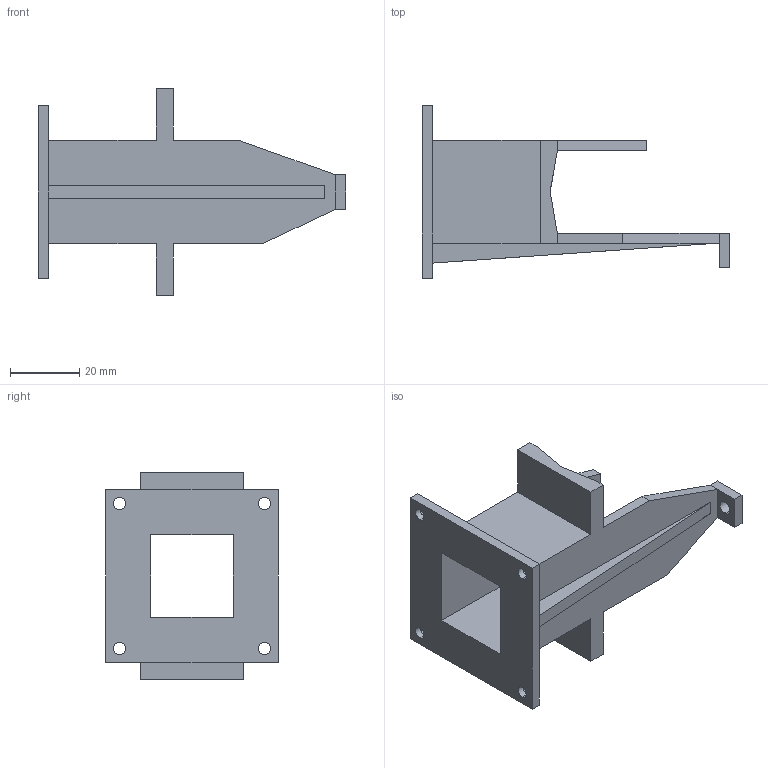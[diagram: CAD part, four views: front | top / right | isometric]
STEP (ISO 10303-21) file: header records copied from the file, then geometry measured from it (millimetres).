
FILE_DESCRIPTION((''),'2;1');
FILE_NAME('WALL_MOUNT','2020-02-04T15:44:00',('max'),(''),'CREO PARAMETRIC BY PTC INC, 2019224','CREO PARAMETRIC BY PTC INC, 2019224','');
FILE_SCHEMA(('CONFIG_CONTROL_DESIGN'));
Length unit declared in the file: millimetre
Products named in the file (1): WALL_MOUNT
Bounding box: 89 x 50 x 60 mm (x, y, z)
Volume: 27290.5 mm3; surface area: 19158.6 mm2
Topology: 1 solids, 1 shells, 67 faces, 175 edges, 114 vertices
Faces by surface type: plane 49, cylinder 18
Entity records: 2103 total; most frequent: CARTESIAN_POINT 356, ORIENTED_EDGE 350, DIRECTION 345, EDGE_CURVE 175, VECTOR 139, LINE 139, VERTEX_POINT 114, AXIS2_PLACEMENT_3D 103
